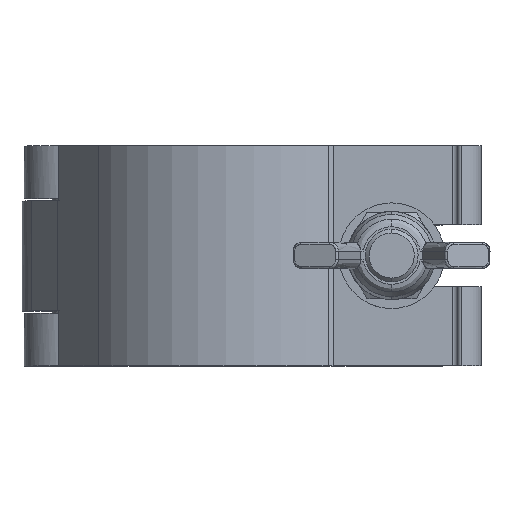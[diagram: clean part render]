
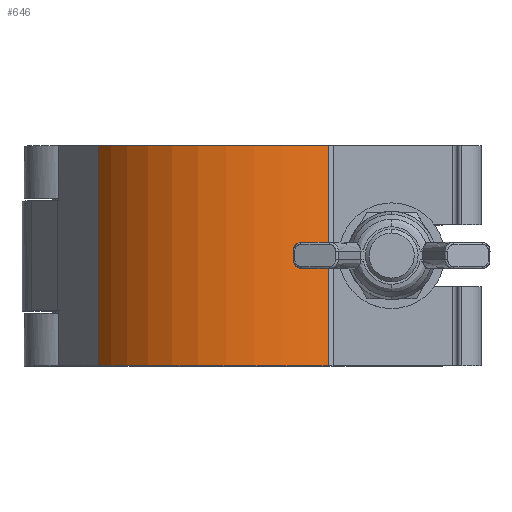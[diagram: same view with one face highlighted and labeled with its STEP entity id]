
A CAD part, top view. The second image highlights one B-rep face of the part: STEP entity #646.
In plain terms, the highlighted free-form (B-spline) face has degree [2, 1] with [9, 2] control points.
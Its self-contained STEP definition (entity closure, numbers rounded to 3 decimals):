
#646=ADVANCED_FACE('',(#1208),#7933,.T.);
#1208=FACE_OUTER_BOUND('',#1758,.T.);
#1758=EDGE_LOOP('',(#3993,#3994,#3995,#3996));
#3993=ORIENTED_EDGE('',*,*,#5400,.T.);
#3994=ORIENTED_EDGE('',*,*,#5401,.T.);
#3995=ORIENTED_EDGE('',*,*,#5402,.F.);
#3996=ORIENTED_EDGE('',*,*,#5397,.F.);
#5397=EDGE_CURVE('',#7447,#7444,#6719,.T.);
#5400=EDGE_CURVE('',#7447,#7448,#6120,.T.);
#5401=EDGE_CURVE('',#7448,#7445,#6721,.T.);
#5402=EDGE_CURVE('',#7444,#7445,#6121,.T.);
#6120=(
BOUNDED_CURVE()
B_SPLINE_CURVE(2,(#21418,#21419,#21420),.UNSPECIFIED.,.F.,.F.)
B_SPLINE_CURVE_WITH_KNOTS((3,3),(0.,59.559),.UNSPECIFIED.)
CURVE()
GEOMETRIC_REPRESENTATION_ITEM()
RATIONAL_B_SPLINE_CURVE((1.,0.717,1.))
REPRESENTATION_ITEM('')
);
#6121=(
BOUNDED_CURVE()
B_SPLINE_CURVE(2,(#21423,#21424,#21425),.UNSPECIFIED.,.F.,.F.)
B_SPLINE_CURVE_WITH_KNOTS((3,3),(-59.559,0.),.UNSPECIFIED.)
CURVE()
GEOMETRIC_REPRESENTATION_ITEM()
RATIONAL_B_SPLINE_CURVE((1.,0.717,1.))
REPRESENTATION_ITEM('')
);
#6719=B_SPLINE_CURVE_WITH_KNOTS('',1,(#21411,#21412),.UNSPECIFIED.,.F.,
 .F.,(2,2),(0.,50.),.UNSPECIFIED.);
#6721=B_SPLINE_CURVE_WITH_KNOTS('',1,(#21421,#21422),.UNSPECIFIED.,.F.,
 .F.,(2,2),(0.,50.),.UNSPECIFIED.);
#7444=VERTEX_POINT('',#21308);
#7445=VERTEX_POINT('',#21309);
#7447=VERTEX_POINT('',#21311);
#7448=VERTEX_POINT('',#21312);
#7933=(
BOUNDED_SURFACE()
B_SPLINE_SURFACE(2,1,((#21116,#21117),(#21118,#21119),(#21120,#21121),(#21122,
#21123),(#21124,#21125),(#21126,#21127),(#21128,#21129),(#21130,#21131),
(#21132,#21133)),.UNSPECIFIED.,.T.,.F.,.F.)
B_SPLINE_SURFACE_WITH_KNOTS((3,2,2,2,3),(2,2),(0.,60.663,121.327,
181.99,242.653),(0.,50.02),.UNSPECIFIED.)
GEOMETRIC_REPRESENTATION_ITEM()
RATIONAL_B_SPLINE_SURFACE(((1.,1.),(0.707,0.707),
(1.,1.),(0.707,0.707),(1.,1.),(0.707,
0.707),(1.,1.),(0.707,0.707),(1.,1.)))
REPRESENTATION_ITEM('')
SURFACE()
);
#21116=CARTESIAN_POINT('',(134.753,-3302.057,917.078));
#21117=CARTESIAN_POINT('',(134.753,-3352.077,917.078));
#21118=CARTESIAN_POINT('',(168.107,-3302.057,897.611));
#21119=CARTESIAN_POINT('',(168.107,-3352.077,897.611));
#21120=CARTESIAN_POINT('',(187.574,-3302.057,930.966));
#21121=CARTESIAN_POINT('',(187.574,-3352.077,930.966));
#21122=CARTESIAN_POINT('',(207.041,-3302.057,964.32));
#21123=CARTESIAN_POINT('',(207.041,-3352.077,964.32));
#21124=CARTESIAN_POINT('',(173.687,-3302.057,983.787));
#21125=CARTESIAN_POINT('',(173.687,-3352.077,983.787));
#21126=CARTESIAN_POINT('',(140.332,-3302.057,1003.254));
#21127=CARTESIAN_POINT('',(140.332,-3352.077,1003.254));
#21128=CARTESIAN_POINT('',(120.866,-3302.057,969.899));
#21129=CARTESIAN_POINT('',(120.866,-3352.077,969.899));
#21130=CARTESIAN_POINT('',(101.399,-3302.057,936.545));
#21131=CARTESIAN_POINT('',(101.399,-3352.077,936.545));
#21132=CARTESIAN_POINT('',(134.753,-3302.057,917.078));
#21133=CARTESIAN_POINT('',(134.753,-3352.077,917.078));
#21308=CARTESIAN_POINT('',(173.687,-3352.067,983.787));
#21309=CARTESIAN_POINT('',(121.436,-3352.067,970.845));
#21311=CARTESIAN_POINT('',(173.687,-3302.067,983.787));
#21312=CARTESIAN_POINT('',(121.436,-3302.067,970.845));
#21411=CARTESIAN_POINT('',(173.687,-3302.067,983.787));
#21412=CARTESIAN_POINT('',(173.687,-3352.067,983.787));
#21418=CARTESIAN_POINT('',(173.687,-3302.067,983.787));
#21419=CARTESIAN_POINT('',(141.273,-3302.067,1002.705));
#21420=CARTESIAN_POINT('',(121.436,-3302.067,970.845));
#21421=CARTESIAN_POINT('',(121.436,-3302.067,970.845));
#21422=CARTESIAN_POINT('',(121.436,-3352.067,970.845));
#21423=CARTESIAN_POINT('',(173.687,-3352.067,983.787));
#21424=CARTESIAN_POINT('',(141.273,-3352.067,1002.705));
#21425=CARTESIAN_POINT('',(121.436,-3352.067,970.845));
